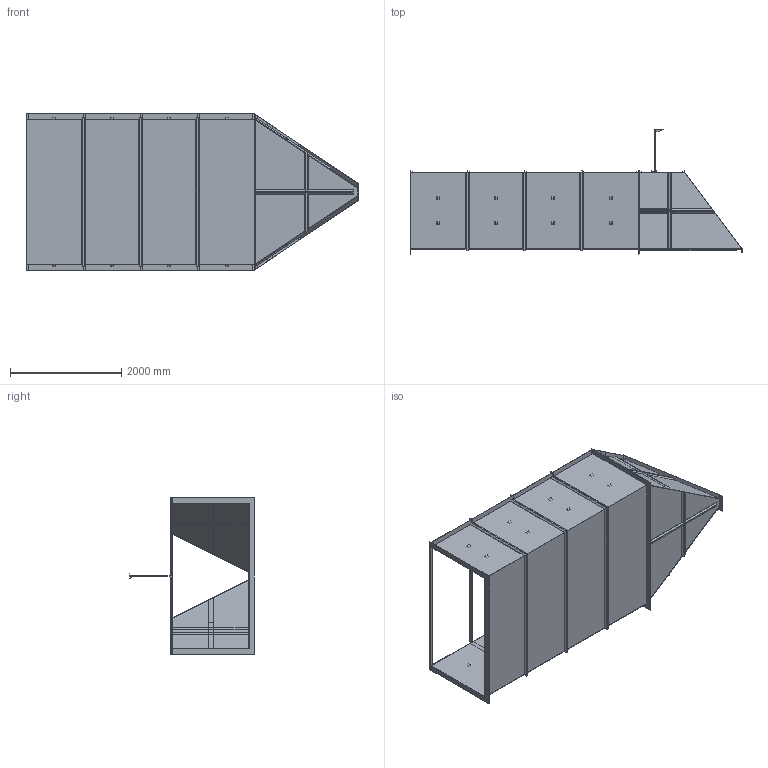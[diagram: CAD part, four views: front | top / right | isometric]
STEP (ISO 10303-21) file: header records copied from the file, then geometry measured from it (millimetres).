
FILE_DESCRIPTION (( 'STEP AP214' ), '1' );
FILE_NAME ('4.5H Flume Assy with options.STEP', '2020-09-04T16:17:31', ( '' ), ( '' ), 'SwSTEP 2.0', 'SolidWorks 2020', '' );
FILE_SCHEMA (( 'AUTOMOTIVE_DESIGN' ));
Length unit declared in the file: inch
Products named in the file (13): C Channel Ultrasonic Bkt_2.0H Flume; shaft_30in Default; Top Bracket Rev A sheet metal; Ulstrasonic Bracket Assy_30in height - Default; Top Bracket Tube; Ultrasonic Top Plate Assembly Rev A; 4.5H H Flume_4.5'' H FLUME; 4.5H H Flume ApproacH Section_4.5'' H; 4.5H Flume Assy with options; base plate; H Flume Ultrasonic Bkt Assem1_2.0H Flume; hex nut_ai_HNUT 0.2500-20-D-N; Parshall Staff Gauge 24in long parshall staff gauge_English Staff Gauge - 54"
Assembly tree (12 placements, depth 5):
  4.5H Flume Assy with options
    4.5H H Flume_4.5'' H FLUME
    4.5H H Flume ApproacH Section_4.5'' H
    H Flume Ultrasonic Bkt Assem1_2.0H Flume
      Ulstrasonic Bracket Assy_30in height - Default
        base plate
        shaft_30in Default
        Ultrasonic Top Plate Assembly Rev A
          Top Bracket Rev A sheet metal
          Top Bracket Tube
          hex nut_ai_HNUT 0.2500-20-D-N
      C Channel Ultrasonic Bkt_2.0H Flume
    Parshall Staff Gauge 24in long parshall staff gauge_English Staff Gauge - 54"
Bounding box: 5966.46 x 2241.49 x 2809.24 mm (x, y, z)
Volume: 164993545.7 mm3; surface area: 76640787.4 mm2
Topology: 38 solids, 53 shells, 674 faces, 1706 edges, 1132 vertices
Faces by surface type: plane 622, cylinder 33, cone 16, bspline 3
Entity records: 23633 total; most frequent: CARTESIAN_POINT 4004, ORIENTED_EDGE 3396, DIRECTION 3104, EDGE_CURVE 1706, VECTOR 1596, LINE 1596, VERTEX_POINT 1132, AXIS2_PLACEMENT_3D 754
